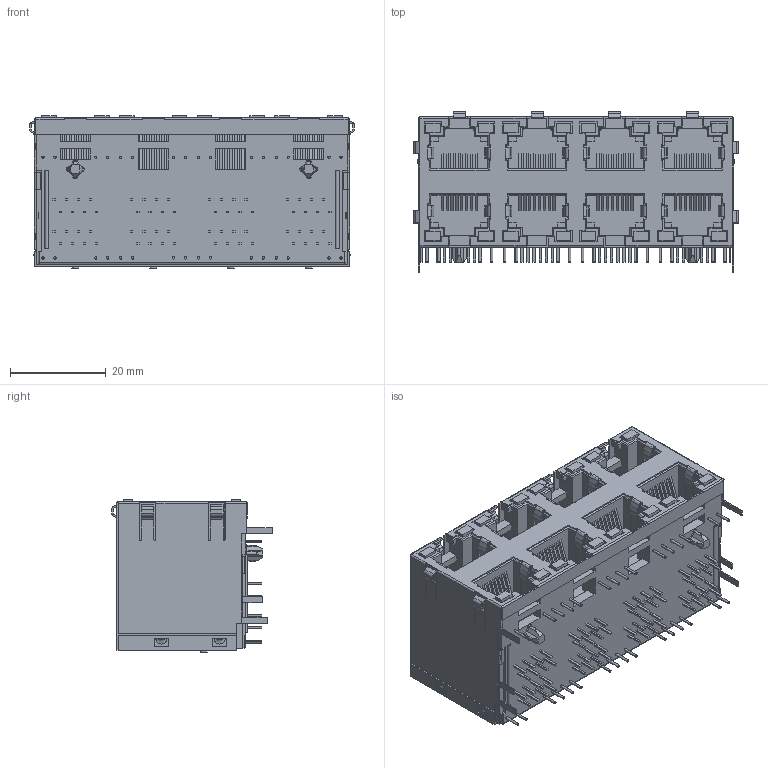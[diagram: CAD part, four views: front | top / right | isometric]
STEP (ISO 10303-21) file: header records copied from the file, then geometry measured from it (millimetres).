
FILE_DESCRIPTION((''),'2;1');
FILE_NAME('C-6339082-3','2016-03-03T',('workeradm'),('Tyco Electronics Ltd.'),'CREO PARAMETRIC BY PTC INC, 2015200','CREO PARAMETRIC BY PTC INC, 2015200','');
FILE_SCHEMA(('AUTOMOTIVE_DESIGN { 1 0 10303 214 1 1 1 1 }'));
Products named in the file (1): C-6339082-3
Bounding box: 67.95 x 33.54 x 31.85 mm (x, y, z)
Volume: 45912.4 mm3; surface area: 16021.5 mm2
Topology: 1 solids, 5 shells, 1987 faces, 5429 edges, 3550 vertices
Faces by surface type: plane 1680, cylinder 289, bspline 8, torus 8, sphere 2
Entity records: 66141 total; most frequent: CARTESIAN_POINT 15106, ORIENTED_EDGE 10858, DIRECTION 9905, EDGE_CURVE 5429, VECTOR 4763, LINE 4763, VERTEX_POINT 3550, AXIS2_PLACEMENT_3D 2571
